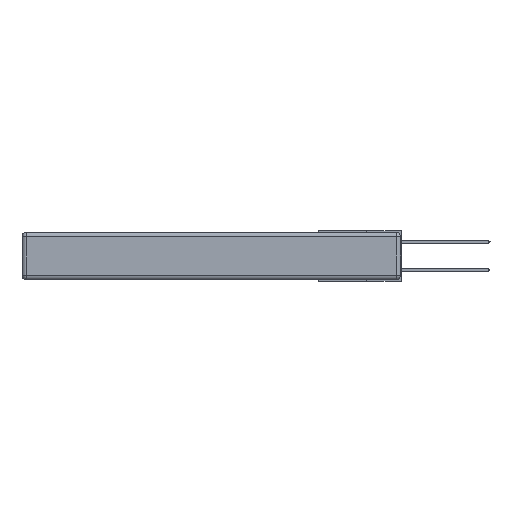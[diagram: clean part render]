
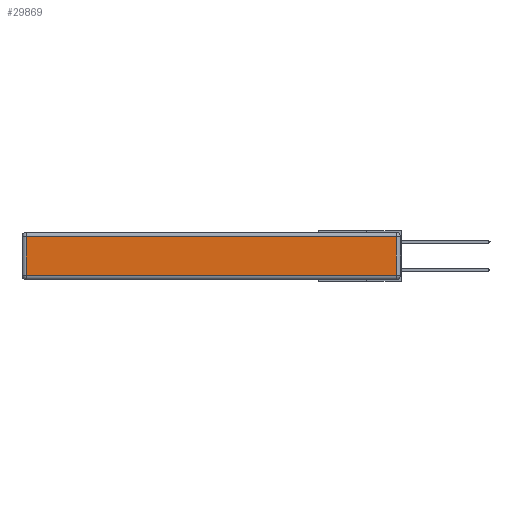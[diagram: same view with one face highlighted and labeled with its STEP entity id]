
A CAD part, left-side view. The second image highlights one B-rep face of the part: STEP entity #29869.
In plain terms, the highlighted planar face has unit normal (-1, 0, 0).
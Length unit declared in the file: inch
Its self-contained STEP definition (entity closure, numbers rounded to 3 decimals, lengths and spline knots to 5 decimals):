
#857 = CARTESIAN_POINT ( 'NONE',  ( 0., 2.72, -0.343 ) ) ;
#1070 = VERTEX_POINT ( 'NONE', #28603 ) ;
#1193 = VERTEX_POINT ( 'NONE', #9413 ) ;
#1461 = CARTESIAN_POINT ( 'NONE',  ( 0., 2.75, -0.03 ) ) ;
#1878 = AXIS2_PLACEMENT_3D ( 'NONE', #29012, #14149, #31498 ) ;
#2881 = LINE ( 'NONE', #857, #14555 ) ;
#3326 = VECTOR ( 'NONE', #24044, 39.37008 ) ;
#4318 = ORIENTED_EDGE ( 'NONE', *, *, #29484, .T. ) ;
#5010 = ORIENTED_EDGE ( 'NONE', *, *, #19891, .T. ) ;
#6403 = EDGE_CURVE ( 'NONE', #16394, #1070, #2881, .T. ) ;
#7967 = LINE ( 'NONE', #30027, #24656 ) ;
#8341 = FACE_OUTER_BOUND ( 'NONE', #15815, .T. ) ;
#9164 = PLANE ( 'NONE',  #1878 ) ;
#9413 = CARTESIAN_POINT ( 'NONE',  ( 0., 0.03, -0.313 ) ) ;
#12787 = CARTESIAN_POINT ( 'NONE',  ( 0., 0.03, -0.03 ) ) ;
#14149 = DIRECTION ( 'NONE',  ( -1., 0., 0. ) ) ;
#14555 = VECTOR ( 'NONE', #25842, 39.37008 ) ;
#15815 = EDGE_LOOP ( 'NONE', ( #5010, #4318, #20951, #27911 ) ) ;
#16394 = VERTEX_POINT ( 'NONE', #22440 ) ;
#16500 = VECTOR ( 'NONE', #30561, 39.37008 ) ;
#18579 = CARTESIAN_POINT ( 'NONE',  ( 0., 0., -0.313 ) ) ;
#19891 = EDGE_CURVE ( 'NONE', #1070, #1193, #23846, .T. ) ;
#20951 = ORIENTED_EDGE ( 'NONE', *, *, #23798, .T. ) ;
#21015 = VERTEX_POINT ( 'NONE', #12787 ) ;
#22440 = CARTESIAN_POINT ( 'NONE',  ( 0., 2.72, -0.03 ) ) ;
#23798 = EDGE_CURVE ( 'NONE', #21015, #16394, #25878, .T. ) ;
#23846 = LINE ( 'NONE', #18579, #16500 ) ;
#24044 = DIRECTION ( 'NONE',  ( 0., 1., 0. ) ) ;
#24656 = VECTOR ( 'NONE', #30132, 39.37008 ) ;
#25842 = DIRECTION ( 'NONE',  ( 0., 0., -1. ) ) ;
#25878 = LINE ( 'NONE', #1461, #3326 ) ;
#27911 = ORIENTED_EDGE ( 'NONE', *, *, #6403, .T. ) ;
#28603 = CARTESIAN_POINT ( 'NONE',  ( 0., 2.72, -0.313 ) ) ;
#29012 = CARTESIAN_POINT ( 'NONE',  ( 0., 0., -0.343 ) ) ;
#29484 = EDGE_CURVE ( 'NONE', #1193, #21015, #7967, .T. ) ;
#29869 = ADVANCED_FACE ( 'NONE', ( #8341 ), #9164, .T. ) ;
#30027 = CARTESIAN_POINT ( 'NONE',  ( 0., 0.03, -0.343 ) ) ;
#30132 = DIRECTION ( 'NONE',  ( 0., 0., 1. ) ) ;
#30561 = DIRECTION ( 'NONE',  ( 0., -1., 0. ) ) ;
#31498 = DIRECTION ( 'NONE',  ( 0., 0., 1. ) ) ;
